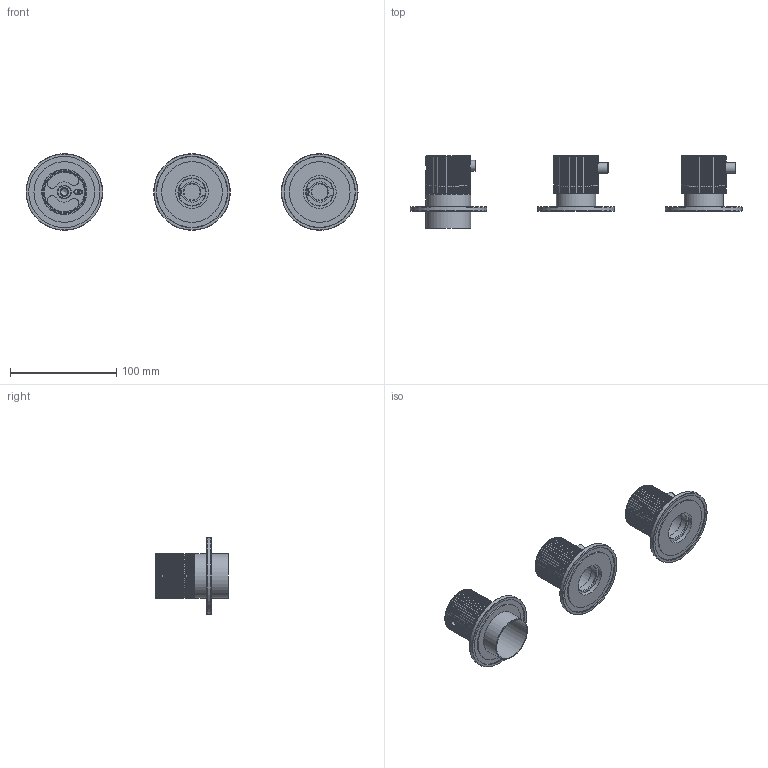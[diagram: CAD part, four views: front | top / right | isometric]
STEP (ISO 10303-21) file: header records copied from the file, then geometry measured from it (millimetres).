
FILE_DESCRIPTION(/* description */ ('Unknown'),/* implementation_level */ '2;1');
FILE_NAME(/* name */ 'GY7066R-00',/* time_stamp */ '2024-11-05T12:25:04+01:00',/* author */ ('Unknown'),/* organization */ ('Unknown'),/* preprocessor_version */ 'ST-DEVELOPER v19.4',/* originating_system */ 'Solid Edge',/* authorisation */ 'Unknown');
FILE_SCHEMA (('AUTOMOTIVE_DESIGN {1 0 10303 214 3 1 1}'));
Length unit declared in the file: millimetre
Products named in the file (10): GY7066REXT-00; CB7001-02; CB7001-01; GY7001-001_oa_0; GY7001-01; 100.000.01.10T.70C_10; CB7068-02; GY7068-01; CB7068-04; CB7068-07
Assembly tree (13 placements, depth 3):
  GY7066REXT-00
    CB7001-02
    CB7001-01
    GY7001-001_oa_0
      GY7001-01
      100.000.01.10T.70C_10
    CB7068-02  x2
    GY7068-01  x2
    CB7068-04  x2
    CB7068-07  x2
Bounding box: 312 x 68.3 x 72 mm (x, y, z)
Volume: 102319.1 mm3; surface area: 87171.9 mm2
Topology: 12 solids, 12 shells, 2657 faces, 6267 edges, 3680 vertices
Faces by surface type: bspline 1106, cylinder 868, plane 607, cone 46, torus 30
Full cylindrical faces by diameter (mm): 2.459 x1, 3.2 x1, 4 x2, 4.134 x3, 4.5 x3, 5.2 x3, 7 x1, 7.5 x1, 10 x4, 10.2 x1, 10.5 x2, 13 x1, 15.2 x2, 25.5 x2, 31 x4, 32 x2, 35 x2, 37 x2, 38 x3, 40 x1, 42 x1, 42.5 x2, 44.8 x1, 57 x3, 67 x3, 72 x3
Entity records: 61999 total; most frequent: CARTESIAN_POINT 24026, ORIENTED_EDGE 8548, DIRECTION 6310, EDGE_CURVE 4274, AXIS2_PLACEMENT_3D 2570, VERTEX_POINT 2559, FACE_BOUND 1977, EDGE_LOOP 1973
